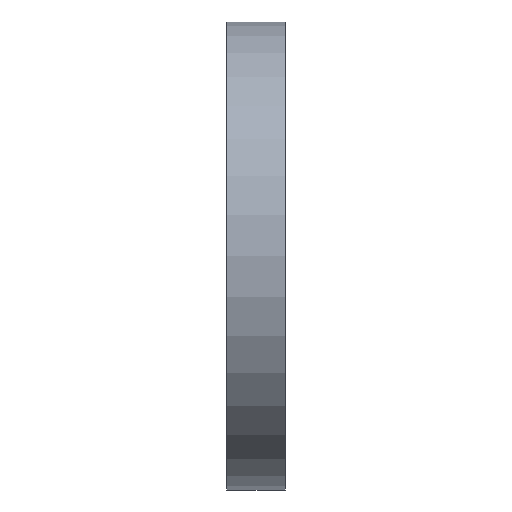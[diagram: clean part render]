
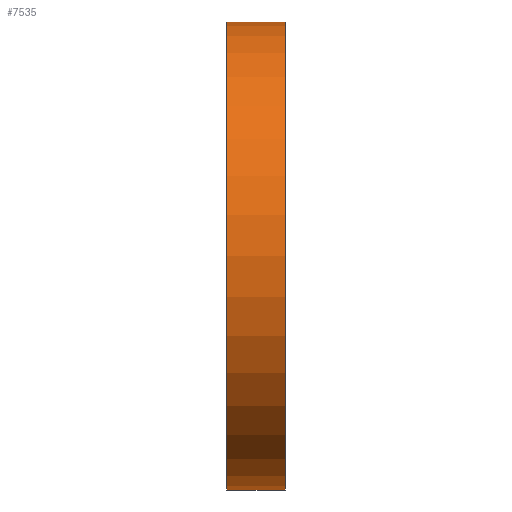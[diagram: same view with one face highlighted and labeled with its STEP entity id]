
A CAD part, left-side view. The second image highlights one B-rep face of the part: STEP entity #7535.
In plain terms, the highlighted cylindrical face has radius 25.4 mm (diameter 50.8 mm), a partial arc.
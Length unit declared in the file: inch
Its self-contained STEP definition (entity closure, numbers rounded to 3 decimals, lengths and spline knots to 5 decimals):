
#315 = DIRECTION ( 'NONE',  ( 0., 0., 1. ) ) ;
#490 = AXIS2_PLACEMENT_3D ( 'NONE', #8334, #950, #1870 ) ;
#586 = CARTESIAN_POINT ( 'NONE',  ( 0., 0.25, -1. ) ) ;
#748 = VERTEX_POINT ( 'NONE', #6148 ) ;
#758 = EDGE_CURVE ( 'NONE', #6409, #5111, #8889, .T. ) ;
#950 = DIRECTION ( 'NONE',  ( 0., -1., 0. ) ) ;
#1692 = EDGE_LOOP ( 'NONE', ( #5348, #6920, #10919, #6767 ) ) ;
#1870 = DIRECTION ( 'NONE',  ( 0., 0., -1. ) ) ;
#2082 = CARTESIAN_POINT ( 'NONE',  ( 0., 0.25, 1. ) ) ;
#2511 = DIRECTION ( 'NONE',  ( 0., 1., 0. ) ) ;
#3023 = AXIS2_PLACEMENT_3D ( 'NONE', #8048, #2511, #8978 ) ;
#4283 = DIRECTION ( 'NONE',  ( 0., -1., 0. ) ) ;
#4315 = VECTOR ( 'NONE', #7622, 39.37008 ) ;
#5111 = VERTEX_POINT ( 'NONE', #6461 ) ;
#5348 = ORIENTED_EDGE ( 'NONE', *, *, #758, .T. ) ;
#5726 = VERTEX_POINT ( 'NONE', #11017 ) ;
#5854 = DIRECTION ( 'NONE',  ( 0., 1., 0. ) ) ;
#6148 = CARTESIAN_POINT ( 'NONE',  ( 0., 0.25, -1. ) ) ;
#6409 = VERTEX_POINT ( 'NONE', #6684 ) ;
#6461 = CARTESIAN_POINT ( 'NONE',  ( 0., 0., 1. ) ) ;
#6510 = VECTOR ( 'NONE', #4283, 39.37008 ) ;
#6684 = CARTESIAN_POINT ( 'NONE',  ( 0., 0., -1. ) ) ;
#6767 = ORIENTED_EDGE ( 'NONE', *, *, #9331, .T. ) ;
#6843 = AXIS2_PLACEMENT_3D ( 'NONE', #11353, #5854, #315 ) ;
#6920 = ORIENTED_EDGE ( 'NONE', *, *, #7127, .F. ) ;
#7099 = CYLINDRICAL_SURFACE ( 'NONE', #490, 1. ) ;
#7127 = EDGE_CURVE ( 'NONE', #5726, #5111, #9223, .T. ) ;
#7390 = FACE_OUTER_BOUND ( 'NONE', #1692, .T. ) ;
#7535 = ADVANCED_FACE ( 'NONE', ( #7390 ), #7099, .T. ) ;
#7622 = DIRECTION ( 'NONE',  ( 0., -1., 0. ) ) ;
#8048 = CARTESIAN_POINT ( 'NONE',  ( 0., 0., 0. ) ) ;
#8334 = CARTESIAN_POINT ( 'NONE',  ( 0., 0.25, 0. ) ) ;
#8889 = CIRCLE ( 'NONE', #3023, 1. ) ;
#8978 = DIRECTION ( 'NONE',  ( 0., 0., 1. ) ) ;
#9223 = LINE ( 'NONE', #2082, #4315 ) ;
#9331 = EDGE_CURVE ( 'NONE', #748, #6409, #11421, .T. ) ;
#10260 = EDGE_CURVE ( 'NONE', #748, #5726, #10572, .T. ) ;
#10572 = CIRCLE ( 'NONE', #6843, 1. ) ;
#10919 = ORIENTED_EDGE ( 'NONE', *, *, #10260, .F. ) ;
#11017 = CARTESIAN_POINT ( 'NONE',  ( 0., 0.25, 1. ) ) ;
#11353 = CARTESIAN_POINT ( 'NONE',  ( 0., 0.25, 0. ) ) ;
#11421 = LINE ( 'NONE', #586, #6510 ) ;
